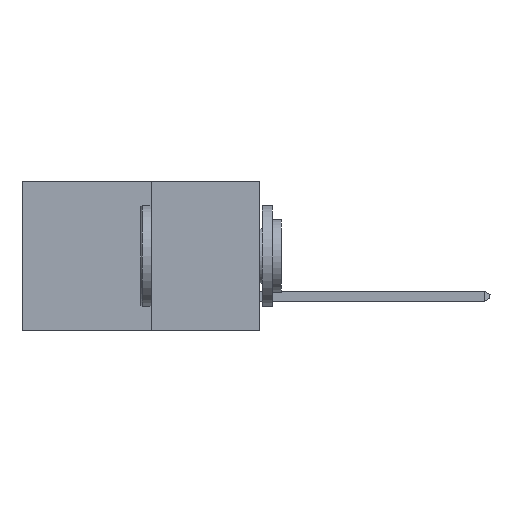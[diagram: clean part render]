
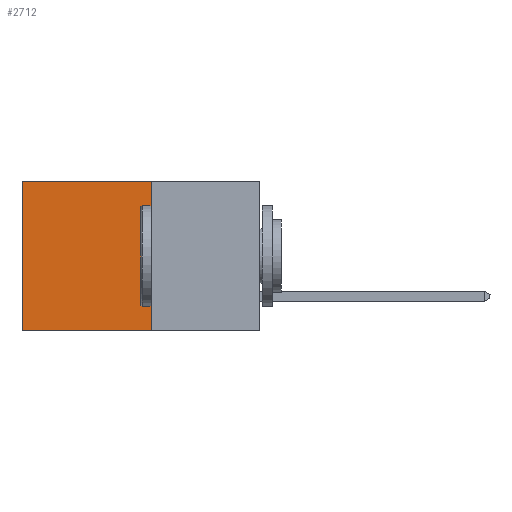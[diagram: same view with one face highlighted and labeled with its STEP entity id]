
A CAD part, left-side view. The second image highlights one B-rep face of the part: STEP entity #2712.
In plain terms, the highlighted planar face has unit normal (-1, 0, 0).
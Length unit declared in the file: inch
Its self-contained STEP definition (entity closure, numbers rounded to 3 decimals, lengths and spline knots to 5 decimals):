
#160 = VECTOR ( 'NONE', #8605, 39.37008 ) ;
#204 = LINE ( 'NONE', #11051, #9629 ) ;
#267 = EDGE_CURVE ( 'NONE', #10487, #10015, #204, .T. ) ;
#2702 = CARTESIAN_POINT ( 'NONE',  ( 0.277, 0.27, 0. ) ) ;
#2712 = ADVANCED_FACE ( 'NONE', ( #7344 ), #3347, .F. ) ;
#2720 = ORIENTED_EDGE ( 'NONE', *, *, #6314, .F. ) ;
#2753 = LINE ( 'NONE', #2926, #160 ) ;
#2926 = CARTESIAN_POINT ( 'NONE',  ( 0.277, 0.59, -0.37 ) ) ;
#3043 = DIRECTION ( 'NONE',  ( 0., 0., -1. ) ) ;
#3140 = CARTESIAN_POINT ( 'NONE',  ( 0.277, 0.59, 0. ) ) ;
#3149 = DIRECTION ( 'NONE',  ( 0., 1., 0. ) ) ;
#3153 = DIRECTION ( 'NONE',  ( 1., 0., 0. ) ) ;
#3164 = CARTESIAN_POINT ( 'NONE',  ( 0.277, 0.27, -0.37 ) ) ;
#3230 = CARTESIAN_POINT ( 'NONE',  ( 0.277, 0.27, -0.37 ) ) ;
#3347 = PLANE ( 'NONE',  #4278 ) ;
#3397 = EDGE_CURVE ( 'NONE', #10487, #6365, #7988, .T. ) ;
#3585 = ORIENTED_EDGE ( 'NONE', *, *, #267, .F. ) ;
#4278 = AXIS2_PLACEMENT_3D ( 'NONE', #3230, #3153, #3043 ) ;
#4305 = EDGE_CURVE ( 'NONE', #6365, #10315, #2753, .T. ) ;
#5938 = CARTESIAN_POINT ( 'NONE',  ( 0.277, 0.59, -0.37 ) ) ;
#6109 = DIRECTION ( 'NONE',  ( 0., 0., -1. ) ) ;
#6314 = EDGE_CURVE ( 'NONE', #10015, #10315, #7253, .T. ) ;
#6365 = VERTEX_POINT ( 'NONE', #3140 ) ;
#6878 = ORIENTED_EDGE ( 'NONE', *, *, #4305, .T. ) ;
#7253 = LINE ( 'NONE', #3164, #8674 ) ;
#7344 = FACE_OUTER_BOUND ( 'NONE', #9252, .T. ) ;
#7988 = LINE ( 'NONE', #9869, #9866 ) ;
#8551 = DIRECTION ( 'NONE',  ( 0., 1., 0. ) ) ;
#8605 = DIRECTION ( 'NONE',  ( 0., 0., -1. ) ) ;
#8674 = VECTOR ( 'NONE', #3149, 39.37008 ) ;
#9071 = CARTESIAN_POINT ( 'NONE',  ( 0.277, 0.27, -0.37 ) ) ;
#9252 = EDGE_LOOP ( 'NONE', ( #6878, #2720, #3585, #11181 ) ) ;
#9629 = VECTOR ( 'NONE', #6109, 39.37008 ) ;
#9866 = VECTOR ( 'NONE', #8551, 39.37008 ) ;
#9869 = CARTESIAN_POINT ( 'NONE',  ( 0.277, 0.27, 0. ) ) ;
#10015 = VERTEX_POINT ( 'NONE', #9071 ) ;
#10315 = VERTEX_POINT ( 'NONE', #5938 ) ;
#10487 = VERTEX_POINT ( 'NONE', #2702 ) ;
#11051 = CARTESIAN_POINT ( 'NONE',  ( 0.277, 0.27, -0.37 ) ) ;
#11181 = ORIENTED_EDGE ( 'NONE', *, *, #3397, .T. ) ;
